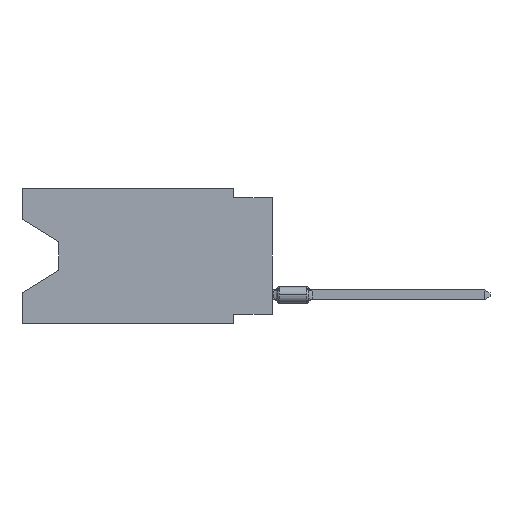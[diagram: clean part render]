
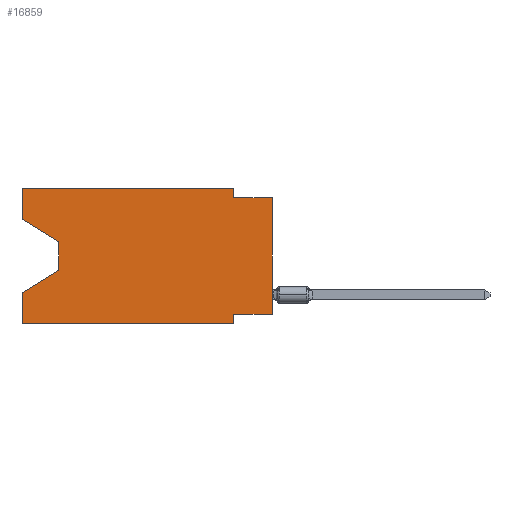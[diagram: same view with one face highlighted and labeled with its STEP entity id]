
A CAD part, left-side view. The second image highlights one B-rep face of the part: STEP entity #16859.
In plain terms, the highlighted planar face has unit normal (-1, 0, 0).
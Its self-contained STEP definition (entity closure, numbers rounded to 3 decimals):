
#24 = CARTESIAN_POINT ( 'NONE',  ( 0., 0., -8.255 ) ) ;
#567 = VECTOR ( 'NONE', #8684, 1000. ) ;
#817 = EDGE_CURVE ( 'NONE', #15046, #10426, #4501, .T. ) ;
#1298 = ORIENTED_EDGE ( 'NONE', *, *, #6153, .T. ) ;
#1304 = EDGE_CURVE ( 'NONE', #16820, #2854, #6542, .T. ) ;
#1529 = VERTEX_POINT ( 'NONE', #16359 ) ;
#1535 = VECTOR ( 'NONE', #13465, 1000. ) ;
#2251 = FACE_OUTER_BOUND ( 'NONE', #12190, .T. ) ;
#2304 = ORIENTED_EDGE ( 'NONE', *, *, #18137, .T. ) ;
#2854 = VERTEX_POINT ( 'NONE', #11614 ) ;
#3300 = DIRECTION ( 'NONE',  ( 0., 0., -1. ) ) ;
#3436 = VERTEX_POINT ( 'NONE', #11181 ) ;
#3846 = PLANE ( 'NONE',  #10105 ) ;
#3855 = LINE ( 'NONE', #13126, #17786 ) ;
#3985 = DIRECTION ( 'NONE',  ( 0., 0., -1. ) ) ;
#4301 = CARTESIAN_POINT ( 'NONE',  ( 0., 16.383, -8.89 ) ) ;
#4501 = LINE ( 'NONE', #12274, #1535 ) ;
#4844 = VERTEX_POINT ( 'NONE', #11281 ) ;
#4862 = ORIENTED_EDGE ( 'NONE', *, *, #13447, .T. ) ;
#5004 = ORIENTED_EDGE ( 'NONE', *, *, #1304, .F. ) ;
#5354 = DIRECTION ( 'NONE',  ( 0., 0., -1. ) ) ;
#5616 = VECTOR ( 'NONE', #3985, 1000. ) ;
#5627 = LINE ( 'NONE', #17749, #8290 ) ;
#6019 = VECTOR ( 'NONE', #18653, 1000. ) ;
#6088 = EDGE_CURVE ( 'NONE', #13115, #2854, #17196, .T. ) ;
#6153 = EDGE_CURVE ( 'NONE', #16765, #1529, #12653, .T. ) ;
#6312 = CARTESIAN_POINT ( 'NONE',  ( 0., 0., -8.255 ) ) ;
#6373 = ORIENTED_EDGE ( 'NONE', *, *, #15791, .F. ) ;
#6422 = CARTESIAN_POINT ( 'NONE',  ( 0., 13.97, -3.505 ) ) ;
#6542 = LINE ( 'NONE', #14109, #6019 ) ;
#6834 = LINE ( 'NONE', #17083, #17360 ) ;
#7771 = ORIENTED_EDGE ( 'NONE', *, *, #19286, .F. ) ;
#7921 = LINE ( 'NONE', #14285, #15413 ) ;
#8142 = DIRECTION ( 'NONE',  ( 1., 0., 0. ) ) ;
#8290 = VECTOR ( 'NONE', #14882, 1000. ) ;
#8437 = CARTESIAN_POINT ( 'NONE',  ( 0., 2.54, -8.255 ) ) ;
#8684 = DIRECTION ( 'NONE',  ( 0., -1., 0. ) ) ;
#8715 = VECTOR ( 'NONE', #14331, 1000. ) ;
#8952 = EDGE_CURVE ( 'NONE', #3436, #4844, #3855, .T. ) ;
#8978 = ORIENTED_EDGE ( 'NONE', *, *, #10778, .F. ) ;
#8992 = LINE ( 'NONE', #24, #11750 ) ;
#9091 = DIRECTION ( 'NONE',  ( 0., 1., 0. ) ) ;
#9420 = ORIENTED_EDGE ( 'NONE', *, *, #817, .T. ) ;
#9448 = EDGE_CURVE ( 'NONE', #15046, #3436, #5627, .T. ) ;
#9734 = CARTESIAN_POINT ( 'NONE',  ( 0., 16.383, 0. ) ) ;
#9796 = DIRECTION ( 'NONE',  ( 0., 0., -1. ) ) ;
#9831 = DIRECTION ( 'NONE',  ( 0., 0., 1. ) ) ;
#10105 = AXIS2_PLACEMENT_3D ( 'NONE', #9734, #8142, #5354 ) ;
#10426 = VERTEX_POINT ( 'NONE', #6422 ) ;
#10627 = VECTOR ( 'NONE', #3300, 1000. ) ;
#10778 = EDGE_CURVE ( 'NONE', #4844, #16820, #17023, .T. ) ;
#11181 = CARTESIAN_POINT ( 'NONE',  ( 0., 16.383, 0. ) ) ;
#11281 = CARTESIAN_POINT ( 'NONE',  ( 0., 2.54, 0. ) ) ;
#11573 = ORIENTED_EDGE ( 'NONE', *, *, #9448, .F. ) ;
#11614 = CARTESIAN_POINT ( 'NONE',  ( 0., 0., -0.635 ) ) ;
#11631 = EDGE_CURVE ( 'NONE', #14267, #11752, #7921, .T. ) ;
#11750 = VECTOR ( 'NONE', #9091, 1000. ) ;
#11752 = VERTEX_POINT ( 'NONE', #13279 ) ;
#12190 = EDGE_LOOP ( 'NONE', ( #9420, #4862, #1298, #6373, #2304, #16297, #7771, #14363, #5004, #8978, #14343, #11573 ) ) ;
#12274 = CARTESIAN_POINT ( 'NONE',  ( 0., 16.383, -2.038 ) ) ;
#12636 = CARTESIAN_POINT ( 'NONE',  ( 0., 2.54, -0.635 ) ) ;
#12653 = LINE ( 'NONE', #14233, #8715 ) ;
#13115 = VERTEX_POINT ( 'NONE', #6312 ) ;
#13126 = CARTESIAN_POINT ( 'NONE',  ( 0., 16.383, 0. ) ) ;
#13279 = CARTESIAN_POINT ( 'NONE',  ( 0., 2.54, -8.89 ) ) ;
#13447 = EDGE_CURVE ( 'NONE', #10426, #16765, #14743, .T. ) ;
#13465 = DIRECTION ( 'NONE',  ( 0., -0.855, -0.519 ) ) ;
#13545 = CARTESIAN_POINT ( 'NONE',  ( 0., 16.383, -8.89 ) ) ;
#13946 = CARTESIAN_POINT ( 'NONE',  ( 0., 0., 0. ) ) ;
#13956 = VERTEX_POINT ( 'NONE', #13545 ) ;
#14109 = CARTESIAN_POINT ( 'NONE',  ( 0., 0., -0.635 ) ) ;
#14233 = CARTESIAN_POINT ( 'NONE',  ( 0., 13.97, -5.385 ) ) ;
#14267 = VERTEX_POINT ( 'NONE', #8437 ) ;
#14285 = CARTESIAN_POINT ( 'NONE',  ( 0., 2.54, -8.89 ) ) ;
#14331 = DIRECTION ( 'NONE',  ( 0., 0.855, -0.519 ) ) ;
#14343 = ORIENTED_EDGE ( 'NONE', *, *, #8952, .F. ) ;
#14363 = ORIENTED_EDGE ( 'NONE', *, *, #6088, .T. ) ;
#14743 = LINE ( 'NONE', #16025, #5616 ) ;
#14882 = DIRECTION ( 'NONE',  ( 0., 0., 1. ) ) ;
#15046 = VERTEX_POINT ( 'NONE', #15382 ) ;
#15382 = CARTESIAN_POINT ( 'NONE',  ( 0., 16.383, -2.038 ) ) ;
#15384 = VECTOR ( 'NONE', #17101, 1000. ) ;
#15413 = VECTOR ( 'NONE', #9796, 1000. ) ;
#15417 = CARTESIAN_POINT ( 'NONE',  ( 0., 13.97, -5.385 ) ) ;
#15791 = EDGE_CURVE ( 'NONE', #13956, #1529, #6834, .T. ) ;
#16025 = CARTESIAN_POINT ( 'NONE',  ( 0., 13.97, -3.505 ) ) ;
#16297 = ORIENTED_EDGE ( 'NONE', *, *, #11631, .F. ) ;
#16359 = CARTESIAN_POINT ( 'NONE',  ( 0., 16.383, -6.852 ) ) ;
#16765 = VERTEX_POINT ( 'NONE', #15417 ) ;
#16820 = VERTEX_POINT ( 'NONE', #12636 ) ;
#16859 = ADVANCED_FACE ( 'NONE', ( #2251 ), #3846, .F. ) ;
#16923 = CARTESIAN_POINT ( 'NONE',  ( 0., 2.54, 0. ) ) ;
#17023 = LINE ( 'NONE', #16923, #10627 ) ;
#17083 = CARTESIAN_POINT ( 'NONE',  ( 0., 16.383, 0. ) ) ;
#17101 = DIRECTION ( 'NONE',  ( 0., 0., 1. ) ) ;
#17196 = LINE ( 'NONE', #13946, #15384 ) ;
#17360 = VECTOR ( 'NONE', #9831, 1000. ) ;
#17749 = CARTESIAN_POINT ( 'NONE',  ( 0., 16.383, 0. ) ) ;
#17786 = VECTOR ( 'NONE', #19158, 1000. ) ;
#18016 = LINE ( 'NONE', #4301, #567 ) ;
#18137 = EDGE_CURVE ( 'NONE', #13956, #11752, #18016, .T. ) ;
#18653 = DIRECTION ( 'NONE',  ( 0., -1., 0. ) ) ;
#19158 = DIRECTION ( 'NONE',  ( 0., -1., 0. ) ) ;
#19286 = EDGE_CURVE ( 'NONE', #13115, #14267, #8992, .T. ) ;
